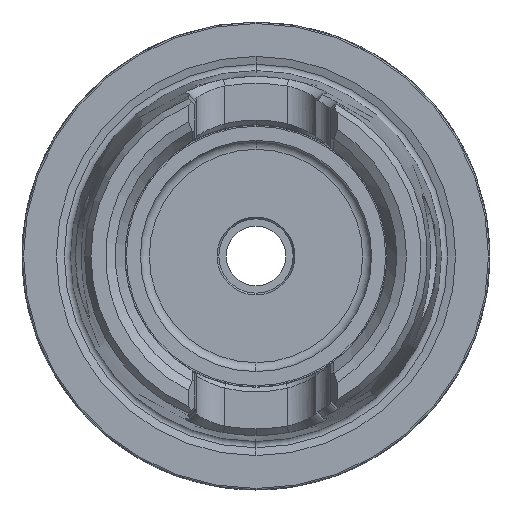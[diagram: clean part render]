
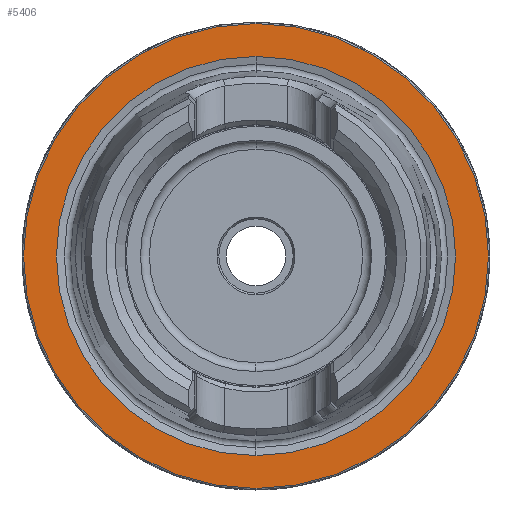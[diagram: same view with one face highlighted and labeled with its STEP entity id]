
A CAD part, left-side view. The second image highlights one B-rep face of the part: STEP entity #5406.
In plain terms, the highlighted planar face has unit normal (-1, 0, 0).
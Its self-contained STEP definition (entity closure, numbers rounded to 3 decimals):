
#259 = EDGE_LOOP ( 'NONE', ( #2800, #4075 ) ) ;
#639 = VERTEX_POINT ( 'NONE', #1674 ) ;
#1078 = DIRECTION ( 'NONE',  ( -1., 0., 0. ) ) ;
#1205 = VERTEX_POINT ( 'NONE', #3023 ) ;
#1633 = AXIS2_PLACEMENT_3D ( 'NONE', #4626, #7093, #2228 ) ;
#1674 = CARTESIAN_POINT ( 'NONE',  ( 0., 0., 26.85 ) ) ;
#2228 = DIRECTION ( 'NONE',  ( 0., 0., -1. ) ) ;
#2248 = FACE_BOUND ( 'NONE', #259, .T. ) ;
#2800 = ORIENTED_EDGE ( 'NONE', *, *, #6550, .F. ) ;
#2825 = AXIS2_PLACEMENT_3D ( 'NONE', #5927, #1078, #6752 ) ;
#3023 = CARTESIAN_POINT ( 'NONE',  ( 0., 0., -31.275 ) ) ;
#3307 = EDGE_LOOP ( 'NONE', ( #9349, #5276 ) ) ;
#4075 = ORIENTED_EDGE ( 'NONE', *, *, #8178, .F. ) ;
#4162 = VERTEX_POINT ( 'NONE', #7815 ) ;
#4261 = CIRCLE ( 'NONE', #6558, 26.85 ) ;
#4264 = DIRECTION ( 'NONE',  ( -1., 0., 0. ) ) ;
#4509 = DIRECTION ( 'NONE',  ( -1., 0., 0. ) ) ;
#4626 = CARTESIAN_POINT ( 'NONE',  ( 0., 31.275, 0. ) ) ;
#4677 = DIRECTION ( 'NONE',  ( -1., 0., 0. ) ) ;
#5101 = AXIS2_PLACEMENT_3D ( 'NONE', #9128, #4264, #9914 ) ;
#5172 = CIRCLE ( 'NONE', #5101, 31.275 ) ;
#5174 = EDGE_CURVE ( 'NONE', #1205, #4162, #5172, .T. ) ;
#5276 = ORIENTED_EDGE ( 'NONE', *, *, #5174, .T. ) ;
#5289 = CIRCLE ( 'NONE', #2825, 26.85 ) ;
#5406 = ADVANCED_FACE ( 'NONE', ( #2248, #6057 ), #5425, .F. ) ;
#5425 = PLANE ( 'NONE',  #1633 ) ;
#5879 = AXIS2_PLACEMENT_3D ( 'NONE', #9359, #4509, #10162 ) ;
#5927 = CARTESIAN_POINT ( 'NONE',  ( 0., 0., 0. ) ) ;
#6057 = FACE_OUTER_BOUND ( 'NONE', #3307, .T. ) ;
#6550 = EDGE_CURVE ( 'NONE', #639, #8471, #5289, .T. ) ;
#6558 = AXIS2_PLACEMENT_3D ( 'NONE', #9527, #4677, #10324 ) ;
#6752 = DIRECTION ( 'NONE',  ( 0., 0., 1. ) ) ;
#7093 = DIRECTION ( 'NONE',  ( 1., 0., 0. ) ) ;
#7162 = EDGE_CURVE ( 'NONE', #4162, #1205, #8074, .T. ) ;
#7815 = CARTESIAN_POINT ( 'NONE',  ( 0., 0., 31.275 ) ) ;
#8074 = CIRCLE ( 'NONE', #5879, 31.275 ) ;
#8178 = EDGE_CURVE ( 'NONE', #8471, #639, #4261, .T. ) ;
#8471 = VERTEX_POINT ( 'NONE', #10064 ) ;
#9128 = CARTESIAN_POINT ( 'NONE',  ( 0., 0., 0. ) ) ;
#9349 = ORIENTED_EDGE ( 'NONE', *, *, #7162, .T. ) ;
#9359 = CARTESIAN_POINT ( 'NONE',  ( 0., 0., 0. ) ) ;
#9527 = CARTESIAN_POINT ( 'NONE',  ( 0., 0., 0. ) ) ;
#9914 = DIRECTION ( 'NONE',  ( 0., 0., 1. ) ) ;
#10064 = CARTESIAN_POINT ( 'NONE',  ( 0., 0., -26.85 ) ) ;
#10162 = DIRECTION ( 'NONE',  ( 0., 0., 1. ) ) ;
#10324 = DIRECTION ( 'NONE',  ( 0., 0., 1. ) ) ;
